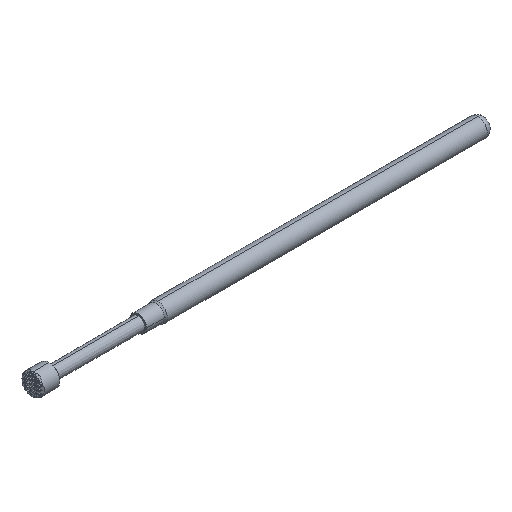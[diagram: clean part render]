
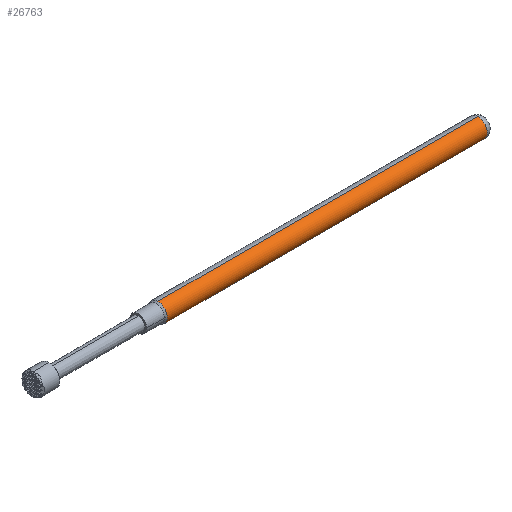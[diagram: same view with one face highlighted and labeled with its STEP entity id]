
A CAD part, isometric view. The second image highlights one B-rep face of the part: STEP entity #26763.
In plain terms, the highlighted cylindrical face has radius 0.683 mm (diameter 1.367 mm), a partial arc.
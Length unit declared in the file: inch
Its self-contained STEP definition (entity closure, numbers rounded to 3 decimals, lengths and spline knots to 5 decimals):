
#1041 = AXIS2_PLACEMENT_3D ( 'NONE', #8193, #12787, #5893 ) ;
#1429 = AXIS2_PLACEMENT_3D ( 'NONE', #10776, #27468, #13189 ) ;
#1439 = VERTEX_POINT ( 'NONE', #13258 ) ;
#2286 = EDGE_CURVE ( 'NONE', #4137, #9660, #27074, .T. ) ;
#2485 = CARTESIAN_POINT ( 'NONE',  ( 0.0565, 0., 0. ) ) ;
#3176 = EDGE_LOOP ( 'NONE', ( #22716, #8639, #26731, #23465, #30975 ) ) ;
#4137 = VERTEX_POINT ( 'NONE', #22255 ) ;
#4515 = VERTEX_POINT ( 'NONE', #24318 ) ;
#4905 = DIRECTION ( 'NONE',  ( 0., 1., 0. ) ) ;
#5411 = VECTOR ( 'NONE', #16706, 39.37008 ) ;
#5623 = FACE_OUTER_BOUND ( 'NONE', #3176, .T. ) ;
#5893 = DIRECTION ( 'NONE',  ( 0., 0., 1. ) ) ;
#7171 = VECTOR ( 'NONE', #8464, 39.37008 ) ;
#8193 = CARTESIAN_POINT ( 'NONE',  ( 1.0003, 0., 0. ) ) ;
#8464 = DIRECTION ( 'NONE',  ( -1., 0., 0. ) ) ;
#8639 = ORIENTED_EDGE ( 'NONE', *, *, #22241, .T. ) ;
#9660 = VERTEX_POINT ( 'NONE', #21095 ) ;
#9720 = CARTESIAN_POINT ( 'NONE',  ( 1.0003, 0., -0.0269 ) ) ;
#10045 = CARTESIAN_POINT ( 'NONE',  ( 0.9803, 0., -0.0269 ) ) ;
#10332 = AXIS2_PLACEMENT_3D ( 'NONE', #2485, #19143, #4905 ) ;
#10776 = CARTESIAN_POINT ( 'NONE',  ( 0.9803, 0., 0. ) ) ;
#12700 = CARTESIAN_POINT ( 'NONE',  ( 0.0565, 0., 0. ) ) ;
#12787 = DIRECTION ( 'NONE',  ( -1., 0., 0. ) ) ;
#12846 = EDGE_CURVE ( 'NONE', #4515, #1439, #25437, .T. ) ;
#13189 = DIRECTION ( 'NONE',  ( 0., 0., -1. ) ) ;
#13258 = CARTESIAN_POINT ( 'NONE',  ( 0.0565, 0., 0.0269 ) ) ;
#13504 = EDGE_CURVE ( 'NONE', #1439, #4137, #20108, .T. ) ;
#15101 = DIRECTION ( 'NONE',  ( 0., 1., 0. ) ) ;
#16706 = DIRECTION ( 'NONE',  ( -1., 0., 0. ) ) ;
#19143 = DIRECTION ( 'NONE',  ( 1., 0., 0. ) ) ;
#20108 = CIRCLE ( 'NONE', #24912, 0.0269 ) ;
#20327 = CIRCLE ( 'NONE', #1429, 0.0269 ) ;
#20860 = CYLINDRICAL_SURFACE ( 'NONE', #1041, 0.0269 ) ;
#21095 = CARTESIAN_POINT ( 'NONE',  ( 0.0565, 0., -0.0269 ) ) ;
#22241 = EDGE_CURVE ( 'NONE', #29388, #4515, #20327, .T. ) ;
#22255 = CARTESIAN_POINT ( 'NONE',  ( 0.0565, -0.0269, 0. ) ) ;
#22716 = ORIENTED_EDGE ( 'NONE', *, *, #28177, .F. ) ;
#22741 = CARTESIAN_POINT ( 'NONE',  ( 1.0003, 0., 0.0269 ) ) ;
#23465 = ORIENTED_EDGE ( 'NONE', *, *, #13504, .T. ) ;
#24318 = CARTESIAN_POINT ( 'NONE',  ( 0.9803, 0., 0.0269 ) ) ;
#24912 = AXIS2_PLACEMENT_3D ( 'NONE', #12700, #29414, #15101 ) ;
#25437 = LINE ( 'NONE', #22741, #7171 ) ;
#26731 = ORIENTED_EDGE ( 'NONE', *, *, #12846, .T. ) ;
#26763 = ADVANCED_FACE ( 'NONE', ( #5623 ), #20860, .T. ) ;
#27074 = CIRCLE ( 'NONE', #10332, 0.0269 ) ;
#27468 = DIRECTION ( 'NONE',  ( -1., 0., 0. ) ) ;
#28177 = EDGE_CURVE ( 'NONE', #29388, #9660, #30075, .T. ) ;
#29388 = VERTEX_POINT ( 'NONE', #10045 ) ;
#29414 = DIRECTION ( 'NONE',  ( 1., 0., 0. ) ) ;
#30075 = LINE ( 'NONE', #9720, #5411 ) ;
#30975 = ORIENTED_EDGE ( 'NONE', *, *, #2286, .T. ) ;
